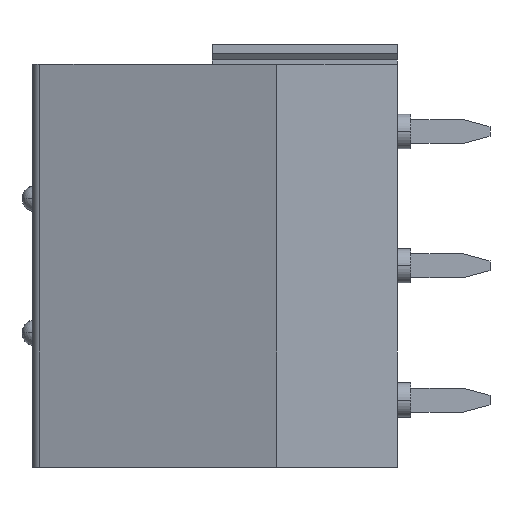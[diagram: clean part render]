
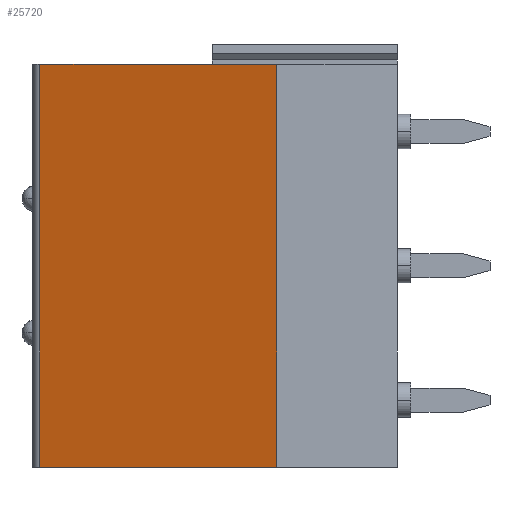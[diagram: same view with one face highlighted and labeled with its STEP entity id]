
A CAD part, left-side view. The second image highlights one B-rep face of the part: STEP entity #25720.
In plain terms, the highlighted planar face has unit normal (-0.951, 0.309, 0).
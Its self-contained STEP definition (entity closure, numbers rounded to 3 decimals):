
#8250=CARTESIAN_POINT('',(-64.53,43.996
   ,-2.46));
#8260=VERTEX_POINT('',#8250);
#8290=CARTESIAN_POINT('',(-78.825,0.
   ,-2.46));
#8300=DIRECTION('',(-0.309,-0.951,
   0.));
#8310=VECTOR('',#8300,1.);
#8320=LINE('',#8290,#8310);
#8330=CARTESIAN_POINT('',(-61.619,52.953
   ,-2.46));
#8340=VERTEX_POINT('',#8330);
#8350=EDGE_CURVE('',#8340,#8260,#8320,.T.);
#25420=CARTESIAN_POINT('',(-61.619,
   52.953,-10.08));
#25430=DIRECTION('',(-0.951,0.309,
   0.));
#25440=DIRECTION('',(-0.309,-0.951,
   0.));
#25450=AXIS2_PLACEMENT_3D('',#25420,#25430,#25440);
#25460=PLANE('',#25450);
#25470=CARTESIAN_POINT('',(-78.825,
   0.,-17.7));
#25480=DIRECTION('',(0.309,0.951,
   0.));
#25490=VECTOR('',#25480,1.);
#25500=LINE('',#25470,#25490);
#25510=CARTESIAN_POINT('',(-64.53,
   43.996,-17.7));
#25520=VERTEX_POINT('',#25510);
#25530=CARTESIAN_POINT('',(-61.619,
   52.953,-17.7));
#25540=VERTEX_POINT('',#25530);
#25550=EDGE_CURVE('',#25520,#25540,#25500,.T.);
#25560=ORIENTED_EDGE('',*,*,#25550,.F.);
#25570=CARTESIAN_POINT('',(-61.619,
   52.953,-10.08));
#25580=DIRECTION('',(0.,0.,
   1.));
#25590=VECTOR('',#25580,1.);
#25600=LINE('',#25570,#25590);
#25610=EDGE_CURVE('',#25540,#8340,#25600,.T.);
#25620=ORIENTED_EDGE('',*,*,#25610,.F.);
#25630=ORIENTED_EDGE('',*,*,#8350,.F.);
#25640=CARTESIAN_POINT('',(-64.53,
   43.996,-10.));
#25650=DIRECTION('',(0.,0.,
   -1.));
#25660=VECTOR('',#25650,1.);
#25670=LINE('',#25640,#25660);
#25680=EDGE_CURVE('',#8260,#25520,#25670,.T.);
#25690=ORIENTED_EDGE('',*,*,#25680,.F.);
#25700=EDGE_LOOP('',(#25690,#25630,#25620,#25560));
#25710=FACE_OUTER_BOUND('',#25700,.T.);
#25720=ADVANCED_FACE('',(#25710),#25460,.T.);
